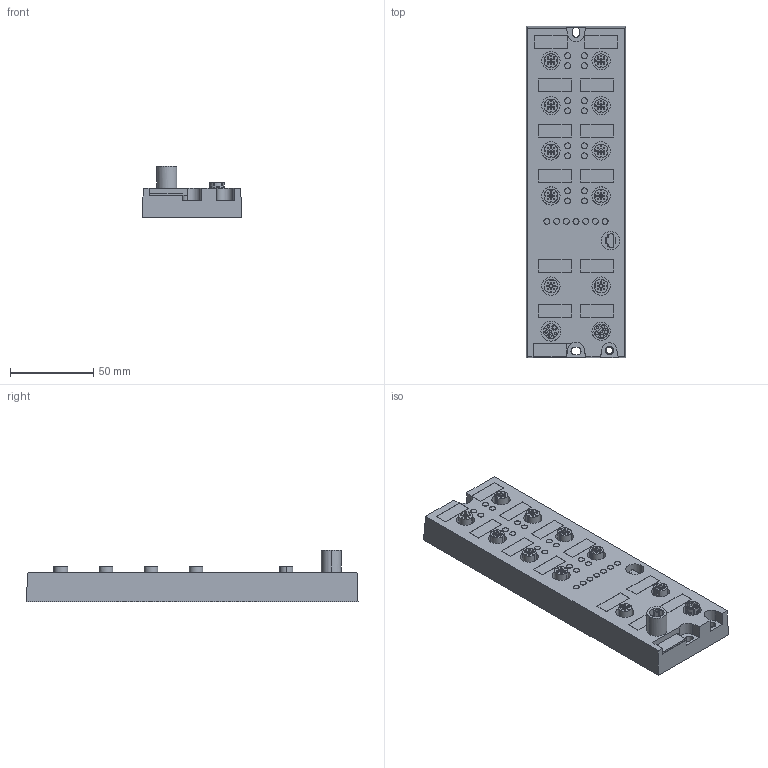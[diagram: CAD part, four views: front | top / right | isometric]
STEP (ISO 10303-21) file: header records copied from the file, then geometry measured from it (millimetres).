
FILE_DESCRIPTION(('CATIA V5 STEP Exchange','CAx-IF Rec.Pracs.--- Model Styling and Organization---1.5--- 2016-08-15','CAx-IF Rec.Pracs.---Supplemental Geometry---1.0---2011-11-01','CAx-IF Rec.Pracs.--- Composite Materials ---1.1---2010-07-15'),'2;1');
FILE_NAME ('D1461974_1', '2024-11-18T09:26:36+00:00', ('none'), ('Weidmueller'), 'CATIA Version 5-6 Release 2022 SP4 HF5', 'CATIA V5 STEP AP214 v3', 'none');
FILE_SCHEMA(('AUTOMOTIVE_DESIGN { 1 0 10303 214 1 1 1 1 }'));
Length unit declared in the file: millimetre
Products named in the file (1): S3D_UR67_PN_HP_8IOL_12_60M
Bounding box: 59.59 x 198.91 x 30.7 mm (x, y, z)
Volume: 201638.3 mm3; surface area: 40719.8 mm2
Topology: 1 solids, 1 shells, 793 faces, 2008 edges, 1340 vertices
Faces by surface type: plane 411, cylinder 382
Entity records: 22675 total; most frequent: CARTESIAN_POINT 4455, ORIENTED_EDGE 4016, DIRECTION 2677, EDGE_CURVE 2008, VERTEX_POINT 1340, AXIS2_PLACEMENT_3D 1168, VECTOR 1156, LINE 1156
